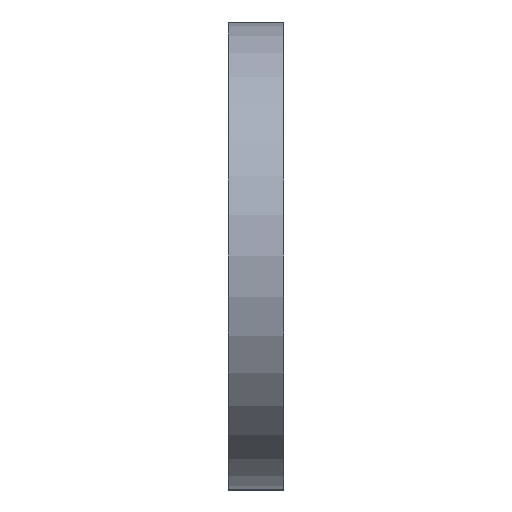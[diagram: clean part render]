
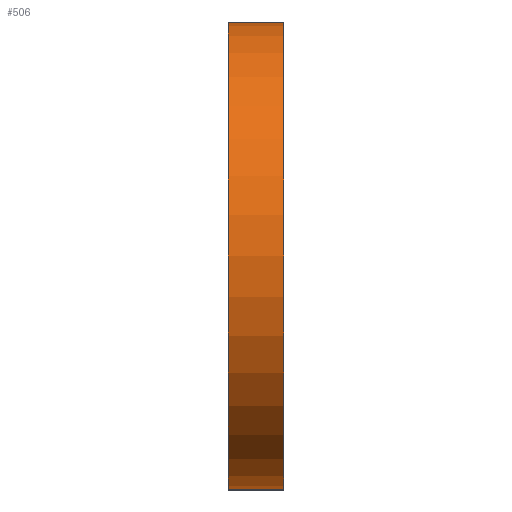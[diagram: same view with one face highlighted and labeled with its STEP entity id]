
A CAD part, left-side view. The second image highlights one B-rep face of the part: STEP entity #506.
In plain terms, the highlighted cylindrical face has radius 12.7 mm (diameter 25.4 mm), a partial arc.
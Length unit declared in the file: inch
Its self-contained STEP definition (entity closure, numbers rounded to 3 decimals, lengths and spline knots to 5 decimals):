
#1 = VECTOR ( 'NONE', #481, 39.37008 ) ;
#12 = AXIS2_PLACEMENT_3D ( 'NONE', #359, #264, #540 ) ;
#74 = VERTEX_POINT ( 'NONE', #523 ) ;
#76 = LINE ( 'NONE', #433, #1 ) ;
#106 = AXIS2_PLACEMENT_3D ( 'NONE', #543, #193, #536 ) ;
#112 = CARTESIAN_POINT ( 'NONE',  ( -16., 0.11811, -0.5 ) ) ;
#118 = EDGE_CURVE ( 'NONE', #74, #681, #200, .T. ) ;
#166 = ORIENTED_EDGE ( 'NONE', *, *, #422, .F. ) ;
#191 = DIRECTION ( 'NONE',  ( 0., 1., 0. ) ) ;
#193 = DIRECTION ( 'NONE',  ( 0., 1., 0. ) ) ;
#200 = LINE ( 'NONE', #431, #608 ) ;
#218 = CIRCLE ( 'NONE', #106, 0.5 ) ;
#264 = DIRECTION ( 'NONE',  ( 0., 1., 0. ) ) ;
#315 = ORIENTED_EDGE ( 'NONE', *, *, #399, .F. ) ;
#324 = DIRECTION ( 'NONE',  ( 0., 0., 1. ) ) ;
#359 = CARTESIAN_POINT ( 'NONE',  ( -16., 0., 0. ) ) ;
#386 = DIRECTION ( 'NONE',  ( 0., 1., 0. ) ) ;
#388 = CARTESIAN_POINT ( 'NONE',  ( -16., 0., 0. ) ) ;
#399 = EDGE_CURVE ( 'NONE', #614, #674, #76, .T. ) ;
#422 = EDGE_CURVE ( 'NONE', #674, #681, #218, .T. ) ;
#423 = ORIENTED_EDGE ( 'NONE', *, *, #663, .T. ) ;
#431 = CARTESIAN_POINT ( 'NONE',  ( -16., 0., 0.5 ) ) ;
#433 = CARTESIAN_POINT ( 'NONE',  ( -16., 0., -0.5 ) ) ;
#481 = DIRECTION ( 'NONE',  ( 0., 1., 0. ) ) ;
#487 = FACE_OUTER_BOUND ( 'NONE', #581, .T. ) ;
#506 = ADVANCED_FACE ( 'NONE', ( #487 ), #590, .T. ) ;
#522 = CIRCLE ( 'NONE', #562, 0.5 ) ;
#523 = CARTESIAN_POINT ( 'NONE',  ( -16., 0., 0.5 ) ) ;
#536 = DIRECTION ( 'NONE',  ( 0., 0., 1. ) ) ;
#540 = DIRECTION ( 'NONE',  ( 0., 0., 1. ) ) ;
#543 = CARTESIAN_POINT ( 'NONE',  ( -16., 0.11811, 0. ) ) ;
#553 = ORIENTED_EDGE ( 'NONE', *, *, #118, .T. ) ;
#562 = AXIS2_PLACEMENT_3D ( 'NONE', #388, #386, #324 ) ;
#581 = EDGE_LOOP ( 'NONE', ( #166, #315, #423, #553 ) ) ;
#590 = CYLINDRICAL_SURFACE ( 'NONE', #12, 0.5 ) ;
#602 = CARTESIAN_POINT ( 'NONE',  ( -16., 0., -0.5 ) ) ;
#608 = VECTOR ( 'NONE', #191, 39.37008 ) ;
#611 = CARTESIAN_POINT ( 'NONE',  ( -16., 0.11811, 0.5 ) ) ;
#614 = VERTEX_POINT ( 'NONE', #602 ) ;
#663 = EDGE_CURVE ( 'NONE', #614, #74, #522, .T. ) ;
#674 = VERTEX_POINT ( 'NONE', #112 ) ;
#681 = VERTEX_POINT ( 'NONE', #611 ) ;
